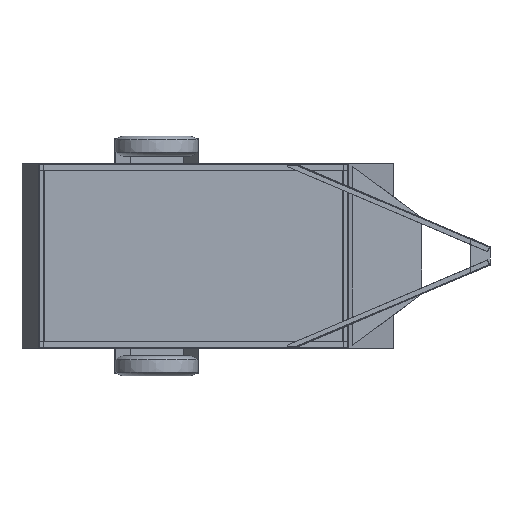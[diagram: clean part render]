
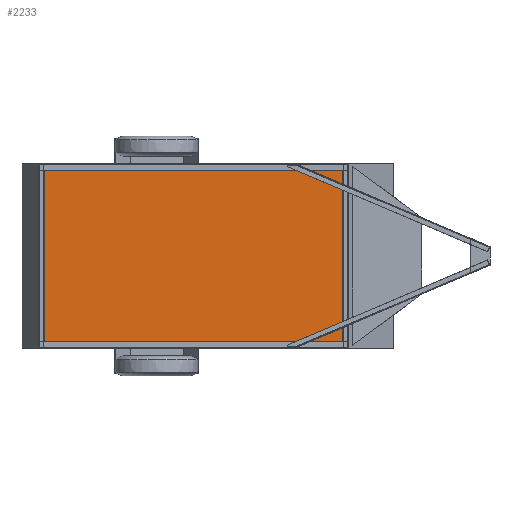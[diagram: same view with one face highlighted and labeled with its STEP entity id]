
A CAD part, front view. The second image highlights one B-rep face of the part: STEP entity #2233.
In plain terms, the highlighted planar face has unit normal (0, -1, 0).
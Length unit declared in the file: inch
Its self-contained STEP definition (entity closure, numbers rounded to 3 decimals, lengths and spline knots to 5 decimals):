
#2233=ADVANCED_FACE('',(#2877),#2611,.T.);
#2611=PLANE('',#8002);
#2877=FACE_OUTER_BOUND('',#3171,.T.);
#3171=EDGE_LOOP('',(#3640,#3641,#3642,#3643));
#3640=ORIENTED_EDGE('',*,*,#5871,.T.);
#3641=ORIENTED_EDGE('',*,*,#5872,.F.);
#3642=ORIENTED_EDGE('',*,*,#5873,.T.);
#3643=ORIENTED_EDGE('',*,*,#5869,.T.);
#5294=VERTEX_POINT('',#10322);
#5295=VERTEX_POINT('',#10324);
#5296=VERTEX_POINT('',#10328);
#5297=VERTEX_POINT('',#10330);
#5869=EDGE_CURVE('',#5295,#5294,#6698,.T.);
#5871=EDGE_CURVE('',#5294,#5296,#6700,.T.);
#5872=EDGE_CURVE('',#5297,#5296,#6701,.T.);
#5873=EDGE_CURVE('',#5297,#5295,#6702,.T.);
#6698=LINE('',#10323,#7351);
#6700=LINE('',#10327,#7353);
#6701=LINE('',#10329,#7354);
#6702=LINE('',#10331,#7355);
#7351=VECTOR('',#8561,1.);
#7353=VECTOR('',#8565,1.);
#7354=VECTOR('',#8566,1.);
#7355=VECTOR('',#8567,1.);
#8002=AXIS2_PLACEMENT_3D('',#10332,#8568,#8569);
#8561=DIRECTION('',(0.,0.,1.));
#8565=DIRECTION('',(-1.,0.,0.));
#8566=DIRECTION('',(0.,0.,1.));
#8567=DIRECTION('',(1.,0.,0.));
#8568=DIRECTION('',(0.,-1.,0.));
#8569=DIRECTION('',(-1.,0.,0.));
#10322=CARTESIAN_POINT('',(3.1666,0.41831,0.95521));
#10323=CARTESIAN_POINT('',(3.1666,0.41831,-0.89518));
#10324=CARTESIAN_POINT('',(3.1666,0.41831,-0.89518));
#10327=CARTESIAN_POINT('',(0.01047,0.41831,0.95521));
#10328=CARTESIAN_POINT('',(0.01047,0.41831,0.95521));
#10329=CARTESIAN_POINT('',(0.01047,0.41831,-0.89518));
#10330=CARTESIAN_POINT('',(0.01047,0.41831,-0.89518));
#10331=CARTESIAN_POINT('',(0.01047,0.41831,-0.89518));
#10332=CARTESIAN_POINT('',(1.58854,0.41831,-0.89518));
